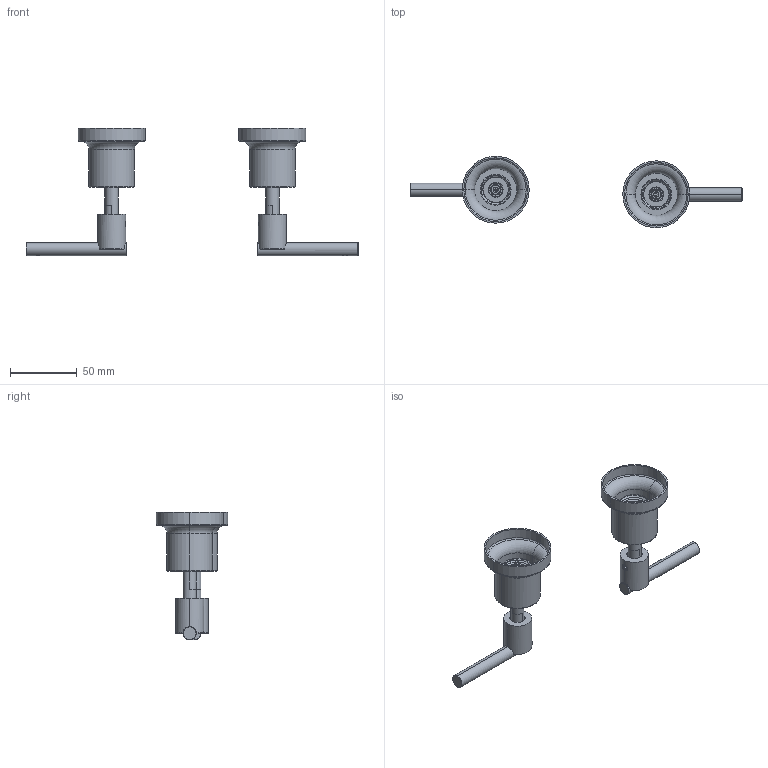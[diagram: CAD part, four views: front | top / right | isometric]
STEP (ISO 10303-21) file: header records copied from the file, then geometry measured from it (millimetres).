
FILE_DESCRIPTION((''),'2;1');
FILE_NAME('1F8006CP_ASM_ASM','2023-06-28T',('Administrator'),(''),'PRO/ENGINEER BY PARAMETRIC TECHNOLOGY CORPORATION, 2010280','PRO/ENGINEER BY PARAMETRIC TECHNOLOGY CORPORATION, 2010280','');
FILE_SCHEMA(('CONFIG_CONTROL_DESIGN'));
Length unit declared in the file: millimetre
Products named in the file (15): 3FX1014-01NT_ASM_2_ASM; 2A3004-43CP_6; 2A3004-32CP_13; 3OR1043NT_4; 2A3004-22CP_11; 2A3004-21CP_13; 3LS1008_2; 3LS1006_2; BS-H_ASM_12_ASM; 1F8006CP-H_ASM_8_ASM; 2A3004-21CP-C_3; BS-C_ASM_2_ASM; 1F8006CP-C_ASM_2_ASM; 1F8006CP_ASM_1_ASM; 1F8006CP_ASM_ASM
Assembly tree (21 placements, depth 5):
  1F8006CP_ASM_ASM
    1F8006CP_ASM_1_ASM
      1F8006CP-H_ASM_8_ASM
        3FX1014-01NT_ASM_2_ASM
        2A3004-43CP_6
        2A3004-32CP_13
        3OR1043NT_4
        BS-H_ASM_12_ASM
          2A3004-22CP_11
          2A3004-21CP_13
          3LS1008_2
          3LS1006_2
      1F8006CP-C_ASM_2_ASM
        3FX1014-01NT_ASM_2_ASM
        2A3004-43CP_6
        2A3004-32CP_13
        3OR1043NT_4
        BS-C_ASM_2_ASM
          2A3004-22CP_11
          2A3004-21CP-C_3
          3LS1008_2
          3LS1006_2
Bounding box: 248 x 53.43 x 95.45 mm (x, y, z)
Volume: 51406.9 mm3; surface area: 48785.4 mm2
Topology: 14 solids, 14 shells, 990 faces, 2742 edges, 1796 vertices
Faces by surface type: plane 516, cylinder 212, cone 124, bspline 88, torus 48, extrusion 2
Entity records: 27658 total; most frequent: CARTESIAN_POINT 13736, ORIENTED_EDGE 3092, DIRECTION 2534, EDGE_CURVE 1546, VERTEX_POINT 1018, AXIS2_PLACEMENT_3D 911, VECTOR 712, LINE 711
